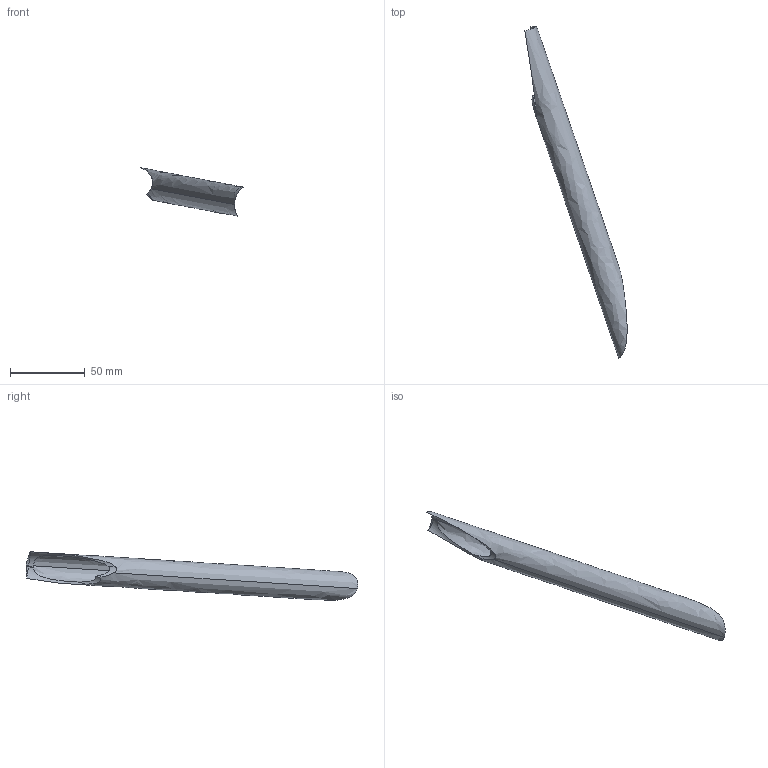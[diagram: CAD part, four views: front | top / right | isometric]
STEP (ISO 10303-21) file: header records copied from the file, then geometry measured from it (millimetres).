
FILE_DESCRIPTION(('CATIA V5 STEP Exchange'),'2;1');
FILE_NAME('54.stp','2017-12-23T19:36:50+00:00',('none'),('none'),'CATIA Version 5 Release 19 SP 2 (IN-10)','CATIA V5 STEP AP203','none');
FILE_SCHEMA(('CONFIG_CONTROL_DESIGN'));
Length unit declared in the file: millimetre
Products named in the file (1): Shape_980
Bounding box: 68.66 x 222.32 x 32.47 mm (x, y, z)
Volume: 15663.4 mm3; surface area: 21607.6 mm2
Topology: 1 solids, 1 shells, 16 faces, 43 edges, 27 vertices
Faces by surface type: cylinder 12, bspline 4
Entity records: 939 total; most frequent: CARTESIAN_POINT 619, ORIENTED_EDGE 86, EDGE_CURVE 43, B_SPLINE_CURVE_WITH_KNOTS 31, VERTEX_POINT 27, ADVANCED_FACE 16, EDGE_LOOP 16, FACE_OUTER_BOUND 16
